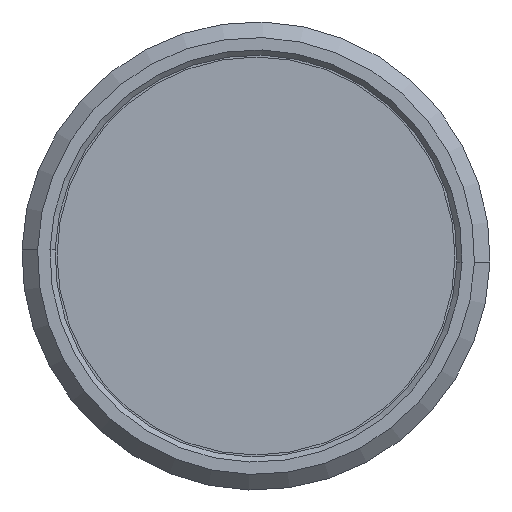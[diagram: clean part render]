
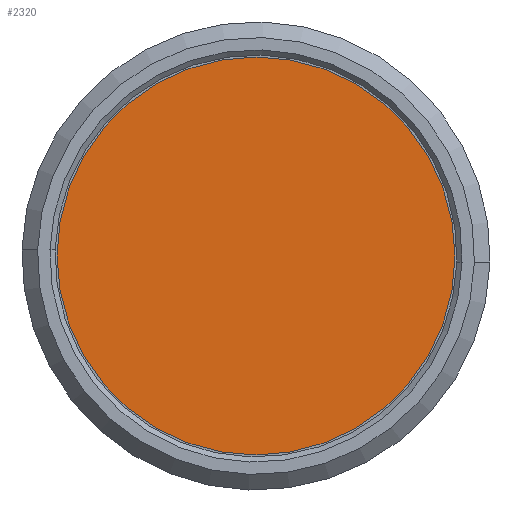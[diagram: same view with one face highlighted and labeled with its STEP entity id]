
A CAD part, front view. The second image highlights one B-rep face of the part: STEP entity #2320.
In plain terms, the highlighted planar face has unit normal (0, -1, 0).
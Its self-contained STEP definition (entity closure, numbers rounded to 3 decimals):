
#762=CARTESIAN_POINT('',(0.,-4.85,0.));
#763=DIRECTION('',(0.,1.,0.));
#764=DIRECTION('',(1.,0.,0.));
#765=AXIS2_PLACEMENT_3D('',#762,#763,#764);
#767=CARTESIAN_POINT('',(0.,-4.85,0.));
#768=DIRECTION('',(0.,1.,0.));
#769=DIRECTION('',(-1.,0.,0.));
#770=AXIS2_PLACEMENT_3D('',#767,#768,#769);
#772=CARTESIAN_POINT('',(7.65,-4.85,0.));
#773=CARTESIAN_POINT('',(-7.65,-4.85,0.));
#774=VERTEX_POINT('',#772);
#775=VERTEX_POINT('',#773);
#2311=CARTESIAN_POINT('',(0.,-4.85,0.));
#2312=DIRECTION('',(0.,1.,0.));
#2313=DIRECTION('',(1.,0.,0.));
#2314=AXIS2_PLACEMENT_3D('',#2311,#2312,#2313);
#2315=PLANE('',#2314);
#2316=ORIENTED_EDGE('',*,*,#986,.T.);
#2317=ORIENTED_EDGE('',*,*,#2298,.T.);
#2318=EDGE_LOOP('',(#2316,#2317));
#2319=FACE_OUTER_BOUND('',#2318,.F.);
#2320=ADVANCED_FACE('',(#2319),#2315,.F.);
#766=CIRCLE('',#765,7.65);
#771=CIRCLE('',#770,7.65);
#986=EDGE_CURVE('',#774,#775,#766,.T.);
#2298=EDGE_CURVE('',#775,#774,#771,.T.);
